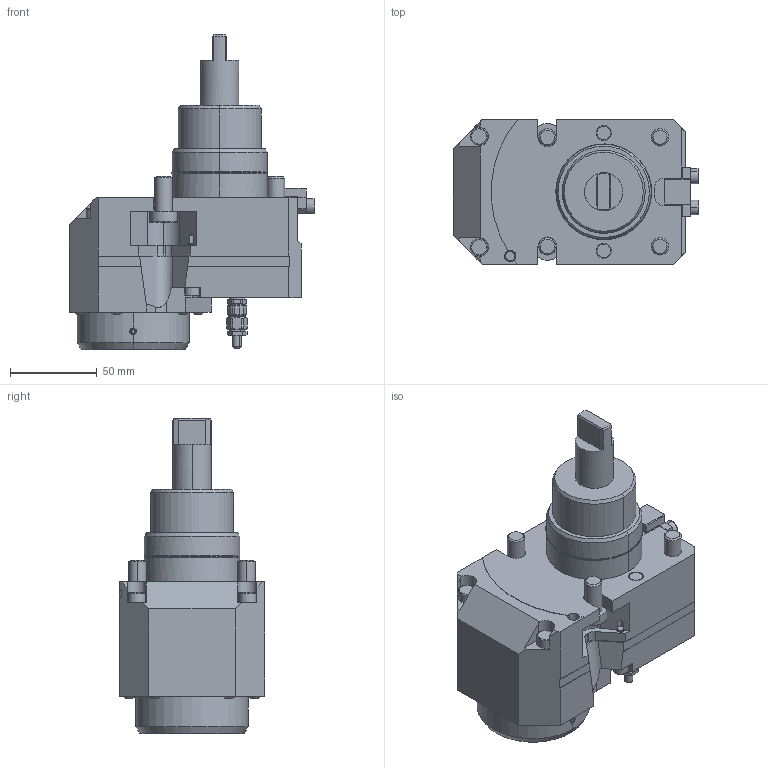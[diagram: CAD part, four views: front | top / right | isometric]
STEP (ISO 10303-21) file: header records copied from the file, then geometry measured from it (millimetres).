
FILE_DESCRIPTION(('HOOPS Exchange Step'),'2;1');
FILE_NAME('Modelcomposition.stp','2024-07-06T21:32:21+00:00',('toolarena-modelservice-ewspro'),('Unknown organisation'),'HOOPS Exchange 2021.2','HOOPS Exchange','Unknown authorisation');
FILE_SCHEMA( ('AP242_MANAGED_MODEL_BASED_3D_ENGINEERING_MIM_LF {1 0 10303 442 1 1 4 }') );
Length unit declared in the file: millimetre
Products named in the file (1): EWS_230936_DIN4003
Bounding box: 142 x 84 x 182 mm (x, y, z)
Volume: 830997 mm3; surface area: 73318.2 mm2
Topology: 1 solids, 2 shells, 489 faces, 1264 edges, 833 vertices
Faces by surface type: plane 214, cylinder 151, cone 89, torus 24, bspline 7, sphere 4
Entity records: 15461 total; most frequent: CARTESIAN_POINT 3413, DIRECTION 2623, ORIENTED_EDGE 2474, EDGE_CURVE 1237, AXIS2_PLACEMENT_3D 998, VERTEX_POINT 799, VECTOR 627, LINE 627
